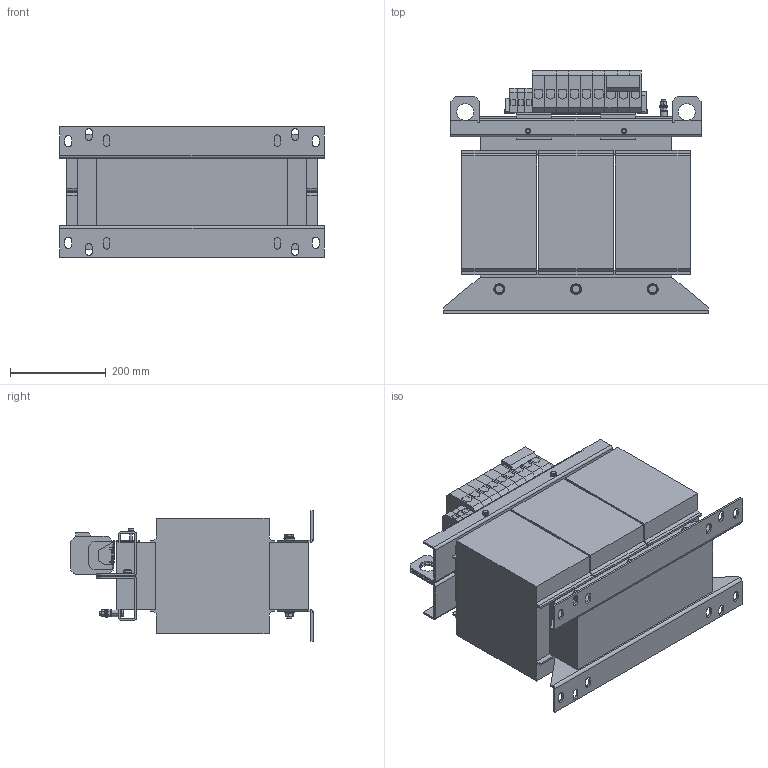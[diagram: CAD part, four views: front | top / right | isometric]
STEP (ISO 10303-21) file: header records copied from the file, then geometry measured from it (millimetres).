
FILE_DESCRIPTION (( 'STEP AP214' ), '1' );
FILE_NAME ('209147.STEP', '2020-05-28T18:20:52', ( '' ), ( '' ), 'SwSTEP 2.0', 'SolidWorks 2018', '' );
FILE_SCHEMA (( 'AUTOMOTIVE_DESIGN' ));
Length unit declared in the file: millimetre
Products named in the file (1): 209147
Bounding box: 552 x 505.7 x 272 mm (x, y, z)
Volume: 38759292.7 mm3; surface area: 1577672.2 mm2
Topology: 1 solids, 1 shells, 1269 faces, 3215 edges, 2025 vertices
Faces by surface type: plane 907, cylinder 186, cone 80, bspline 54, torus 34, sphere 8
Entity records: 39036 total; most frequent: CARTESIAN_POINT 8846, ORIENTED_EDGE 6430, DIRECTION 5902, EDGE_CURVE 3215, VECTOR 2328, LINE 2328, VERTEX_POINT 2025, AXIS2_PLACEMENT_3D 1787
